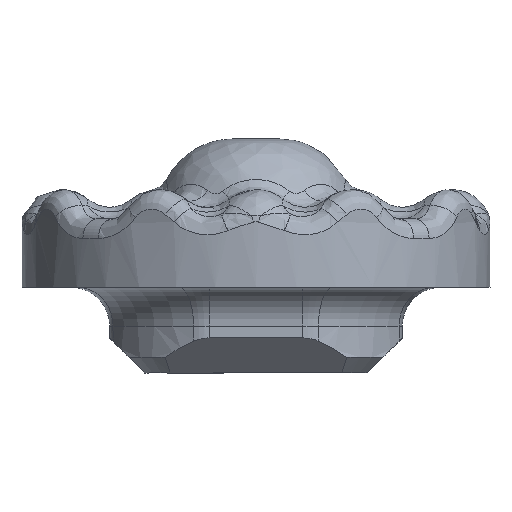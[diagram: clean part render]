
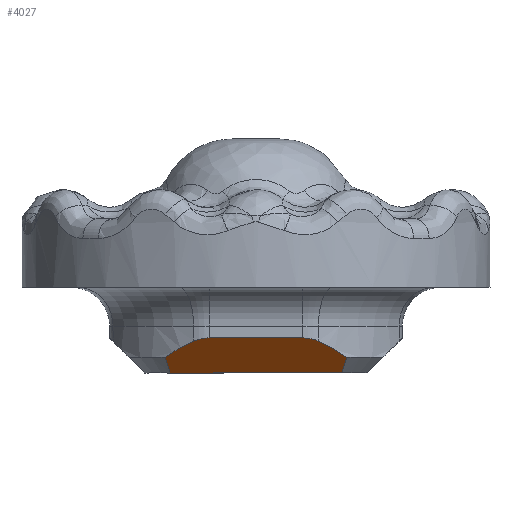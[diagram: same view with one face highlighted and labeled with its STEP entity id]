
A CAD part, front view. The second image highlights one B-rep face of the part: STEP entity #4027.
In plain terms, the highlighted planar face has unit normal (0, -0.707, -0.707).
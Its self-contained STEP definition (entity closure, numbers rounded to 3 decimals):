
#148=ELLIPSE('',#4341,1.414,1.);
#149=ELLIPSE('',#4342,1.414,1.);
#150=ELLIPSE('',#4343,5.657,4.);
#151=ELLIPSE('',#4344,5.657,4.);
#183=LINE('',#7136,#228);
#186=LINE('',#7159,#231);
#228=VECTOR('',#4960,10.);
#231=VECTOR('',#4975,10.);
#267=PLANE('',#4340);
#299=(
BOUNDED_CURVE()
B_SPLINE_CURVE(2,(#7148,#7149,#7150),.UNSPECIFIED.,.F.,.F.)
B_SPLINE_CURVE_WITH_KNOTS((3,3),(14222.079,14226.914),
 .UNSPECIFIED.)
CURVE()
GEOMETRIC_REPRESENTATION_ITEM()
RATIONAL_B_SPLINE_CURVE((1.,1.,1.))
REPRESENTATION_ITEM('')
);
#301=(
BOUNDED_CURVE()
B_SPLINE_CURVE(2,(#7164,#7165,#7166),.UNSPECIFIED.,.F.,.F.)
B_SPLINE_CURVE_WITH_KNOTS((3,3),(14222.079,14226.914),
 .UNSPECIFIED.)
CURVE()
GEOMETRIC_REPRESENTATION_ITEM()
RATIONAL_B_SPLINE_CURVE((1.,1.,1.))
REPRESENTATION_ITEM('')
);
#367=FACE_OUTER_BOUND('',#666,.T.);
#666=EDGE_LOOP('',(#2733,#2734,#2735,#2736,#2737,#2738,#2739,#2740));
#1590=VERTEX_POINT('',#7133);
#1591=VERTEX_POINT('',#7135);
#1596=VERTEX_POINT('',#7146);
#1597=VERTEX_POINT('',#7155);
#1598=VERTEX_POINT('',#7156);
#1599=VERTEX_POINT('',#7158);
#1600=VERTEX_POINT('',#7160);
#1601=VERTEX_POINT('',#7162);
#1993=EDGE_CURVE('',#1591,#1590,#183,.T.);
#1999=EDGE_CURVE('',#1596,#1590,#299,.F.);
#2001=EDGE_CURVE('',#1597,#1598,#148,.T.);
#2002=EDGE_CURVE('',#1597,#1599,#186,.T.);
#2003=EDGE_CURVE('',#1600,#1599,#149,.T.);
#2004=EDGE_CURVE('',#1600,#1601,#150,.T.);
#2005=EDGE_CURVE('',#1591,#1601,#301,.T.);
#2006=EDGE_CURVE('',#1596,#1598,#151,.T.);
#2733=ORIENTED_EDGE('',*,*,#2001,.F.);
#2734=ORIENTED_EDGE('',*,*,#2002,.T.);
#2735=ORIENTED_EDGE('',*,*,#2003,.F.);
#2736=ORIENTED_EDGE('',*,*,#2004,.T.);
#2737=ORIENTED_EDGE('',*,*,#2005,.F.);
#2738=ORIENTED_EDGE('',*,*,#1993,.T.);
#2739=ORIENTED_EDGE('',*,*,#1999,.F.);
#2740=ORIENTED_EDGE('',*,*,#2006,.T.);
#4027=ADVANCED_FACE('',(#367),#267,.T.);
#4340=AXIS2_PLACEMENT_3D('',#7154,#4971,#4972);
#4341=AXIS2_PLACEMENT_3D('',#7157,#4973,#4974);
#4342=AXIS2_PLACEMENT_3D('',#7161,#4976,#4977);
#4343=AXIS2_PLACEMENT_3D('',#7163,#4978,#4979);
#4344=AXIS2_PLACEMENT_3D('',#7167,#4980,#4981);
#4960=DIRECTION('',(1.,0.,0.));
#4971=DIRECTION('center_axis',(0.,-0.707,
-0.707));
#4972=DIRECTION('ref_axis',(1.,0.,0.));
#4973=DIRECTION('center_axis',(0.,0.707,
0.707));
#4974=DIRECTION('ref_axis',(0.,-0.707,0.707));
#4975=DIRECTION('',(-1.,0.,0.));
#4976=DIRECTION('center_axis',(0.,0.707,
0.707));
#4977=DIRECTION('ref_axis',(0.,-0.707,0.707));
#4978=DIRECTION('center_axis',(0.,-0.707,
-0.707));
#4979=DIRECTION('ref_axis',(0.,-0.707,0.707));
#4980=DIRECTION('center_axis',(0.,-0.707,
-0.707));
#4981=DIRECTION('ref_axis',(0.,-0.707,0.707));
#7133=CARTESIAN_POINT('',(44.242,44.15,4.2));
#7135=CARTESIAN_POINT('',(39.844,44.15,4.2));
#7136=CARTESIAN_POINT('',(43.209,44.15,4.2));
#7146=CARTESIAN_POINT('',(44.375,43.75,4.6));
#7148=CARTESIAN_POINT('Ctrl Pts',(44.242,44.15,4.2));
#7149=CARTESIAN_POINT('Ctrl Pts',(44.309,43.956,4.394));
#7150=CARTESIAN_POINT('Ctrl Pts',(44.375,43.75,4.6));
#7154=CARTESIAN_POINT('Origin',(43.209,43.95,4.4));
#7155=CARTESIAN_POINT('',(43.242,43.25,5.1));
#7156=CARTESIAN_POINT('',(43.642,43.333,5.017));
#7157=CARTESIAN_POINT('Origin',(43.242,44.25,4.1));
#7158=CARTESIAN_POINT('',(40.844,43.25,5.1));
#7159=CARTESIAN_POINT('',(43.792,43.25,5.1));
#7160=CARTESIAN_POINT('',(40.444,43.333,5.017));
#7161=CARTESIAN_POINT('Origin',(40.844,44.25,4.1));
#7162=CARTESIAN_POINT('',(39.711,43.75,4.6));
#7163=CARTESIAN_POINT('Origin',(42.043,47.,1.35));
#7164=CARTESIAN_POINT('Ctrl Pts',(39.844,44.15,4.2));
#7165=CARTESIAN_POINT('Ctrl Pts',(39.777,43.956,4.394));
#7166=CARTESIAN_POINT('Ctrl Pts',(39.711,43.75,4.6));
#7167=CARTESIAN_POINT('Origin',(42.043,47.,1.35));
